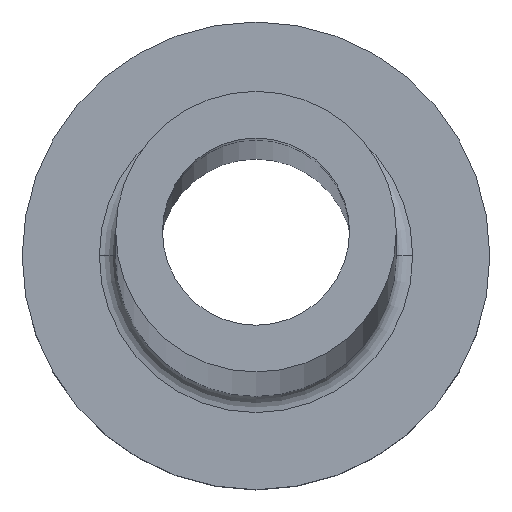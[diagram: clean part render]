
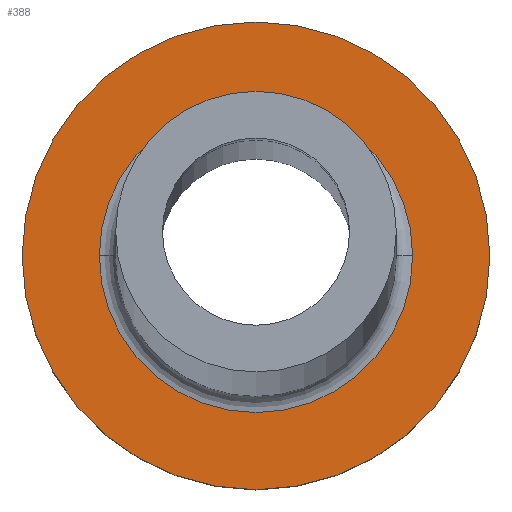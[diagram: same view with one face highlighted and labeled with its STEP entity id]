
A CAD part, top view. The second image highlights one B-rep face of the part: STEP entity #388.
In plain terms, the highlighted planar face has unit normal (0, 0, 1).
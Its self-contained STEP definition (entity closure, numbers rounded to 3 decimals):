
#13 = CIRCLE ( 'NONE', #282, 6.7 ) ;
#19 = CARTESIAN_POINT ( 'NONE',  ( 10., 0., 7. ) ) ;
#29 = AXIS2_PLACEMENT_3D ( 'NONE', #288, #427, #32 ) ;
#32 = DIRECTION ( 'NONE',  ( 1., 0., 0. ) ) ;
#42 = EDGE_LOOP ( 'NONE', ( #237, #90 ) ) ;
#59 = DIRECTION ( 'NONE',  ( 1., 0., 0. ) ) ;
#74 = DIRECTION ( 'NONE',  ( 1., 0., 0. ) ) ;
#86 = EDGE_CURVE ( 'NONE', #89, #355, #191, .T. ) ;
#89 = VERTEX_POINT ( 'NONE', #19 ) ;
#90 = ORIENTED_EDGE ( 'NONE', *, *, #147, .T. ) ;
#92 = DIRECTION ( 'NONE',  ( 0., 0., 1. ) ) ;
#108 = CARTESIAN_POINT ( 'NONE',  ( 6.7, 0., 7. ) ) ;
#121 = DIRECTION ( 'NONE',  ( 0., 0., 1. ) ) ;
#125 = VERTEX_POINT ( 'NONE', #108 ) ;
#129 = CARTESIAN_POINT ( 'NONE',  ( 0., 0., 7. ) ) ;
#147 = EDGE_CURVE ( 'NONE', #412, #125, #197, .T. ) ;
#152 = CARTESIAN_POINT ( 'NONE',  ( -10., 0., 7. ) ) ;
#160 = EDGE_LOOP ( 'NONE', ( #272, #193 ) ) ;
#176 = DIRECTION ( 'NONE',  ( 0., 0., -1. ) ) ;
#182 = CARTESIAN_POINT ( 'NONE',  ( 0., 0., 7. ) ) ;
#183 = PLANE ( 'NONE',  #234 ) ;
#191 = CIRCLE ( 'NONE', #405, 10. ) ;
#193 = ORIENTED_EDGE ( 'NONE', *, *, #86, .T. ) ;
#197 = CIRCLE ( 'NONE', #390, 6.7 ) ;
#234 = AXIS2_PLACEMENT_3D ( 'NONE', #387, #121, #325 ) ;
#237 = ORIENTED_EDGE ( 'NONE', *, *, #238, .T. ) ;
#238 = EDGE_CURVE ( 'NONE', #125, #412, #13, .T. ) ;
#242 = CIRCLE ( 'NONE', #29, 10. ) ;
#249 = CARTESIAN_POINT ( 'NONE',  ( 0., 0., 7. ) ) ;
#254 = CARTESIAN_POINT ( 'NONE',  ( -6.7, 0., 7. ) ) ;
#272 = ORIENTED_EDGE ( 'NONE', *, *, #339, .T. ) ;
#282 = AXIS2_PLACEMENT_3D ( 'NONE', #249, #321, #74 ) ;
#288 = CARTESIAN_POINT ( 'NONE',  ( 0., 0., 7. ) ) ;
#289 = FACE_BOUND ( 'NONE', #42, .T. ) ;
#321 = DIRECTION ( 'NONE',  ( 0., 0., -1. ) ) ;
#325 = DIRECTION ( 'NONE',  ( 1., 0., 0. ) ) ;
#339 = EDGE_CURVE ( 'NONE', #355, #89, #242, .T. ) ;
#355 = VERTEX_POINT ( 'NONE', #152 ) ;
#387 = CARTESIAN_POINT ( 'NONE',  ( 0., 0., 7. ) ) ;
#388 = ADVANCED_FACE ( 'NONE', ( #289, #431 ), #183, .T. ) ;
#390 = AXIS2_PLACEMENT_3D ( 'NONE', #182, #176, #413 ) ;
#405 = AXIS2_PLACEMENT_3D ( 'NONE', #129, #92, #59 ) ;
#412 = VERTEX_POINT ( 'NONE', #254 ) ;
#413 = DIRECTION ( 'NONE',  ( 1., 0., 0. ) ) ;
#427 = DIRECTION ( 'NONE',  ( 0., 0., 1. ) ) ;
#431 = FACE_OUTER_BOUND ( 'NONE', #160, .T. ) ;
